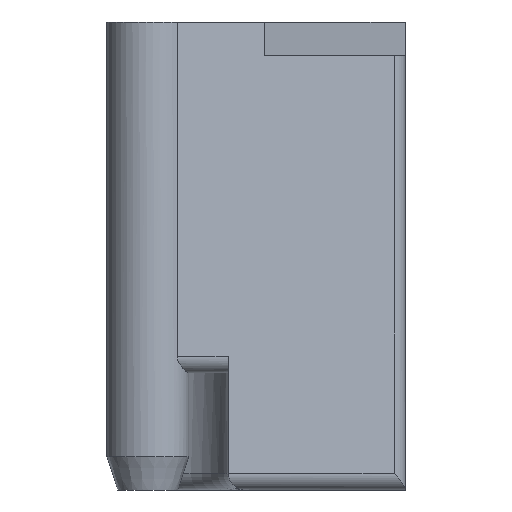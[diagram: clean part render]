
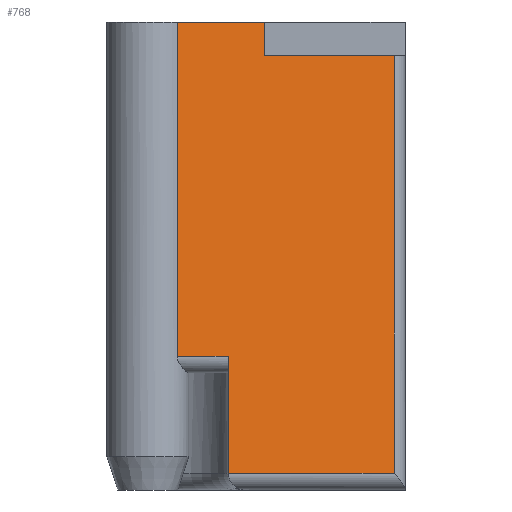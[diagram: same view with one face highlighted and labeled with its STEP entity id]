
A CAD part, front view. The second image highlights one B-rep face of the part: STEP entity #768.
In plain terms, the highlighted planar face has unit normal (0.342, -0.94, 0).
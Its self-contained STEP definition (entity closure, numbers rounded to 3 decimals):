
#28=PLANE('',#835);
#66=FACE_OUTER_BOUND('',#109,.T.);
#109=EDGE_LOOP('',(#560,#561,#562,#563,#564,#565,#566,#567));
#148=LINE('',#1139,#239);
#150=LINE('',#1145,#241);
#158=LINE('',#1162,#249);
#159=LINE('',#1177,#250);
#160=LINE('',#1179,#251);
#161=LINE('',#1181,#252);
#162=LINE('',#1183,#253);
#163=LINE('',#1184,#254);
#239=VECTOR('',#905,10.);
#241=VECTOR('',#911,10.);
#249=VECTOR('',#923,10.);
#250=VECTOR('',#928,10.);
#251=VECTOR('',#929,10.);
#252=VECTOR('',#930,10.);
#253=VECTOR('',#931,10.);
#254=VECTOR('',#932,10.);
#345=VERTEX_POINT('',#1102);
#351=VERTEX_POINT('',#1137);
#353=VERTEX_POINT('',#1143);
#360=VERTEX_POINT('',#1161);
#362=VERTEX_POINT('',#1176);
#363=VERTEX_POINT('',#1178);
#364=VERTEX_POINT('',#1180);
#365=VERTEX_POINT('',#1182);
#426=EDGE_CURVE('',#351,#345,#148,.T.);
#429=EDGE_CURVE('',#353,#351,#150,.T.);
#437=EDGE_CURVE('',#345,#360,#158,.T.);
#440=EDGE_CURVE('',#353,#362,#159,.T.);
#441=EDGE_CURVE('',#362,#363,#160,.T.);
#442=EDGE_CURVE('',#364,#363,#161,.T.);
#443=EDGE_CURVE('',#364,#365,#162,.T.);
#444=EDGE_CURVE('',#360,#365,#163,.T.);
#560=ORIENTED_EDGE('',*,*,#426,.F.);
#561=ORIENTED_EDGE('',*,*,#429,.F.);
#562=ORIENTED_EDGE('',*,*,#440,.T.);
#563=ORIENTED_EDGE('',*,*,#441,.T.);
#564=ORIENTED_EDGE('',*,*,#442,.F.);
#565=ORIENTED_EDGE('',*,*,#443,.T.);
#566=ORIENTED_EDGE('',*,*,#444,.F.);
#567=ORIENTED_EDGE('',*,*,#437,.F.);
#768=ADVANCED_FACE('',(#66),#28,.T.);
#835=AXIS2_PLACEMENT_3D('',#1175,#926,#927);
#905=DIRECTION('',(-0.94,-0.342,0.));
#911=DIRECTION('',(0.,0.,-1.));
#923=DIRECTION('',(0.,0.,1.));
#926=DIRECTION('center_axis',(0.342,-0.94,0.));
#927=DIRECTION('ref_axis',(-0.94,-0.342,0.));
#928=DIRECTION('',(-0.94,-0.342,0.));
#929=DIRECTION('',(0.,0.,1.));
#930=DIRECTION('',(0.94,0.342,0.));
#931=DIRECTION('',(0.,0.,-1.));
#932=DIRECTION('',(-0.94,-0.342,0.));
#1102=CARTESIAN_POINT('',(4.814,-0.589,-27.));
#1137=CARTESIAN_POINT('',(14.742,3.024,-27.));
#1139=CARTESIAN_POINT('',(13.483,2.566,-27.));
#1143=CARTESIAN_POINT('',(14.742,3.024,-2.));
#1145=CARTESIAN_POINT('',(14.742,3.024,0.));
#1161=CARTESIAN_POINT('',(4.814,-0.589,-20.));
#1162=CARTESIAN_POINT('',(4.814,-0.589,-21.));
#1175=CARTESIAN_POINT('Origin',(15.4,3.264,0.));
#1176=CARTESIAN_POINT('',(6.982,0.2,-2.));
#1177=CARTESIAN_POINT('',(13.295,2.498,-2.));
#1178=CARTESIAN_POINT('',(6.982,0.2,0.));
#1179=CARTESIAN_POINT('',(6.982,0.2,0.));
#1180=CARTESIAN_POINT('',(1.766,-1.699,0.));
#1181=CARTESIAN_POINT('',(-0.261,-2.436,0.));
#1182=CARTESIAN_POINT('',(1.766,-1.699,-20.));
#1183=CARTESIAN_POINT('',(1.766,-1.699,0.));
#1184=CARTESIAN_POINT('',(12.707,2.284,-20.));
